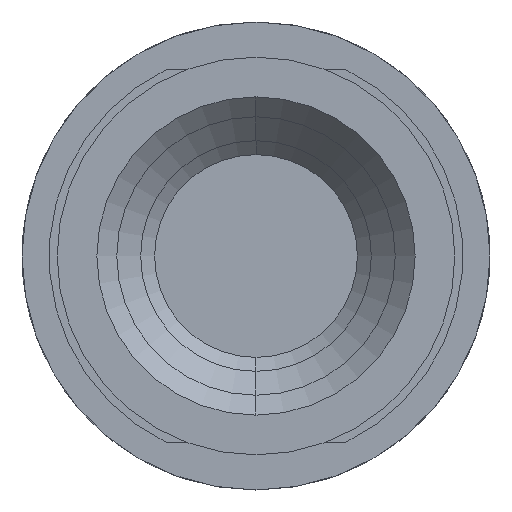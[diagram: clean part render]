
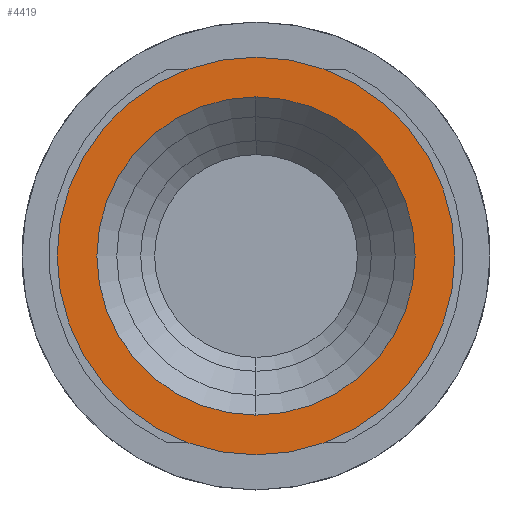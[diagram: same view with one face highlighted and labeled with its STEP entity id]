
A CAD part, left-side view. The second image highlights one B-rep face of the part: STEP entity #4419.
In plain terms, the highlighted planar face has unit normal (-1, 0, 0).
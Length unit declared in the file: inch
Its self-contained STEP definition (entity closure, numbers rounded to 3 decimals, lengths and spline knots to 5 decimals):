
#586 = PLANE ( 'NONE',  #1321 ) ;
#665 = DIRECTION ( 'NONE',  ( -1., 0., 0. ) ) ;
#696 = VERTEX_POINT ( 'NONE', #4578 ) ;
#830 = CIRCLE ( 'NONE', #4198, 0.15 ) ;
#928 = DIRECTION ( 'NONE',  ( 0., 0., 1. ) ) ;
#1032 = FACE_BOUND ( 'NONE', #2241, .T. ) ;
#1061 = DIRECTION ( 'NONE',  ( 0., 0., 1. ) ) ;
#1228 = ORIENTED_EDGE ( 'NONE', *, *, #1651, .F. ) ;
#1263 = AXIS2_PLACEMENT_3D ( 'NONE', #3232, #665, #1061 ) ;
#1321 = AXIS2_PLACEMENT_3D ( 'NONE', #3945, #4777, #2327 ) ;
#1383 = CARTESIAN_POINT ( 'NONE',  ( -0.485, 0., 0. ) ) ;
#1651 = EDGE_CURVE ( 'NONE', #3484, #696, #3831, .T. ) ;
#1935 = CIRCLE ( 'NONE', #3153, 0.15 ) ;
#2183 = DIRECTION ( 'NONE',  ( -1., 0., 0. ) ) ;
#2241 = EDGE_LOOP ( 'NONE', ( #3874, #1228 ) ) ;
#2327 = DIRECTION ( 'NONE',  ( 0., 0., -1. ) ) ;
#2397 = CARTESIAN_POINT ( 'NONE',  ( -0.485, 0., -0.15 ) ) ;
#2459 = CARTESIAN_POINT ( 'NONE',  ( -0.485, 0., 0. ) ) ;
#2701 = EDGE_CURVE ( 'NONE', #3028, #5081, #1935, .T. ) ;
#2825 = EDGE_LOOP ( 'NONE', ( #3447, #4714 ) ) ;
#2890 = DIRECTION ( 'NONE',  ( 0., 0., 1. ) ) ;
#2923 = EDGE_CURVE ( 'NONE', #696, #3484, #5199, .T. ) ;
#3028 = VERTEX_POINT ( 'NONE', #2397 ) ;
#3153 = AXIS2_PLACEMENT_3D ( 'NONE', #1383, #2183, #3857 ) ;
#3232 = CARTESIAN_POINT ( 'NONE',  ( -0.485, 0., 0. ) ) ;
#3384 = DIRECTION ( 'NONE',  ( -1., 0., 0. ) ) ;
#3398 = FACE_OUTER_BOUND ( 'NONE', #2825, .T. ) ;
#3447 = ORIENTED_EDGE ( 'NONE', *, *, #4788, .T. ) ;
#3484 = VERTEX_POINT ( 'NONE', #4479 ) ;
#3593 = CARTESIAN_POINT ( 'NONE',  ( -0.485, 0., 0.15 ) ) ;
#3831 = CIRCLE ( 'NONE', #4355, 0.12 ) ;
#3857 = DIRECTION ( 'NONE',  ( 0., 0., 1. ) ) ;
#3874 = ORIENTED_EDGE ( 'NONE', *, *, #2923, .F. ) ;
#3945 = CARTESIAN_POINT ( 'NONE',  ( -0.485, 0.15, 0. ) ) ;
#4155 = DIRECTION ( 'NONE',  ( -1., 0., 0. ) ) ;
#4198 = AXIS2_PLACEMENT_3D ( 'NONE', #2459, #3384, #928 ) ;
#4355 = AXIS2_PLACEMENT_3D ( 'NONE', #4591, #4155, #2890 ) ;
#4419 = ADVANCED_FACE ( 'NONE', ( #1032, #3398 ), #586, .F. ) ;
#4479 = CARTESIAN_POINT ( 'NONE',  ( -0.485, 0., -0.12 ) ) ;
#4578 = CARTESIAN_POINT ( 'NONE',  ( -0.485, 0., 0.12 ) ) ;
#4591 = CARTESIAN_POINT ( 'NONE',  ( -0.485, 0., 0. ) ) ;
#4714 = ORIENTED_EDGE ( 'NONE', *, *, #2701, .T. ) ;
#4777 = DIRECTION ( 'NONE',  ( 1., 0., 0. ) ) ;
#4788 = EDGE_CURVE ( 'NONE', #5081, #3028, #830, .T. ) ;
#5081 = VERTEX_POINT ( 'NONE', #3593 ) ;
#5199 = CIRCLE ( 'NONE', #1263, 0.12 ) ;
